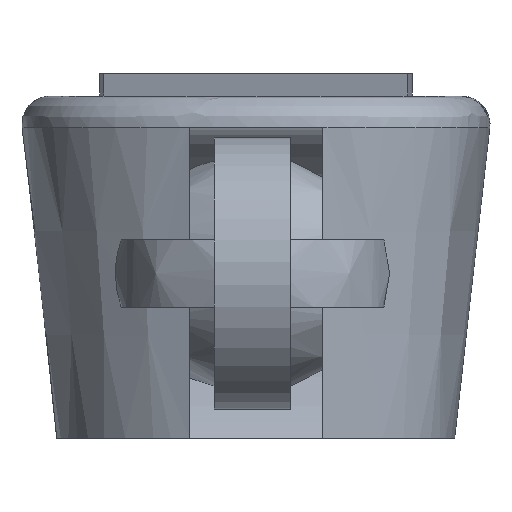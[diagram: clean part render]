
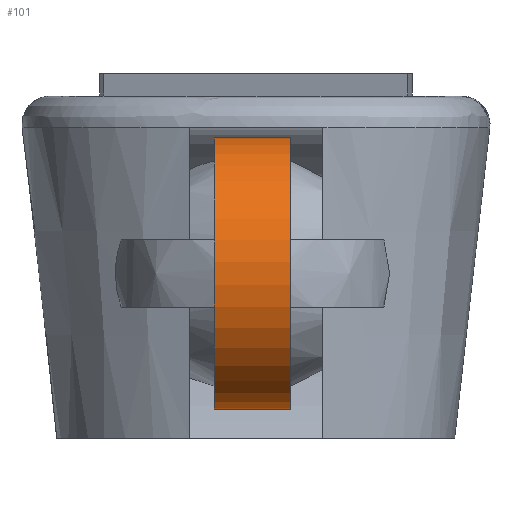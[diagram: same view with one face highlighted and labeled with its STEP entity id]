
A CAD part, left-side view. The second image highlights one B-rep face of the part: STEP entity #101.
In plain terms, the highlighted cylindrical face has radius 3.581 mm (diameter 7.162 mm), a partial arc.
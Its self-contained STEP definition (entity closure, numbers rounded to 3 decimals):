
#12=CYLINDRICAL_SURFACE('',#1708,3.581);
#101=ADVANCED_FACE('',(#206),#12,.T.);
#206=FACE_OUTER_BOUND('',#324,.T.);
#324=EDGE_LOOP('',(#658,#659,#660,#661,#662,#663,#664));
#658=ORIENTED_EDGE('',*,*,#992,.T.);
#659=ORIENTED_EDGE('',*,*,#1023,.T.);
#660=ORIENTED_EDGE('',*,*,#1003,.T.);
#661=ORIENTED_EDGE('',*,*,#993,.T.);
#662=ORIENTED_EDGE('',*,*,#1012,.F.);
#663=ORIENTED_EDGE('',*,*,#1032,.F.);
#664=ORIENTED_EDGE('',*,*,#991,.F.);
#991=EDGE_CURVE('',#1436,#1437,#1268,.T.);
#992=EDGE_CURVE('',#1436,#1455,#1089,.T.);
#993=EDGE_CURVE('',#1438,#1439,#1136,.T.);
#1003=EDGE_CURVE('',#1443,#1438,#1090,.T.);
#1012=EDGE_CURVE('',#1449,#1439,#1091,.T.);
#1023=EDGE_CURVE('',#1455,#1443,#1092,.T.);
#1032=EDGE_CURVE('',#1437,#1449,#1093,.T.);
#1089=TRIMMED_CURVE($,#1105,(#5077),(#5078),.T.,.CARTESIAN.);
#1090=TRIMMED_CURVE($,#1106,(#5222),(#5223),.T.,.CARTESIAN.);
#1091=TRIMMED_CURVE($,#1107,(#5252),(#5253),.T.,.CARTESIAN.);
#1092=TRIMMED_CURVE($,#1108,(#5282),(#5283),.T.,.CARTESIAN.);
#1093=TRIMMED_CURVE($,#1109,(#5344),(#5345),.T.,.CARTESIAN.);
#1105=CIRCLE('',#1733,3.581);
#1106=CIRCLE('',#1734,3.581);
#1107=CIRCLE('',#1735,3.581);
#1108=CIRCLE('',#1736,3.581);
#1109=CIRCLE('',#1737,3.581);
#1136=(
BOUNDED_CURVE()
B_SPLINE_CURVE(1,(#5079,#5080),.UNSPECIFIED.,.F.,.F.)
B_SPLINE_CURVE_WITH_KNOTS((2,2),(0.,2.),.UNSPECIFIED.)
CURVE()
GEOMETRIC_REPRESENTATION_ITEM()
RATIONAL_B_SPLINE_CURVE((1.,1.))
REPRESENTATION_ITEM('')
);
#1268=B_SPLINE_CURVE_WITH_KNOTS('',1,(#5074,#5075),.UNSPECIFIED.,.F.,.F.,
(2,2),(0.,2.),.UNSPECIFIED.);
#1436=VERTEX_POINT('',#4347);
#1437=VERTEX_POINT('',#4348);
#1438=VERTEX_POINT('',#4349);
#1439=VERTEX_POINT('',#4350);
#1443=VERTEX_POINT('',#4354);
#1449=VERTEX_POINT('',#4360);
#1455=VERTEX_POINT('',#4366);
#1708=AXIS2_PLACEMENT_3D('',#3957,#1790,$);
#1733=AXIS2_PLACEMENT_3D($,#5076,#1819,#1820);
#1734=AXIS2_PLACEMENT_3D($,#5221,#1821,#1822);
#1735=AXIS2_PLACEMENT_3D($,#5251,#1823,#1824);
#1736=AXIS2_PLACEMENT_3D($,#5281,#1825,#1826);
#1737=AXIS2_PLACEMENT_3D($,#5343,#1827,#1828);
#1790=DIRECTION('',(0.,-1.,0.));
#1819=DIRECTION('',(0.,-1.,0.));
#1820=DIRECTION('',(0.,0.,1.));
#1821=DIRECTION('',(0.,-1.,0.));
#1822=DIRECTION('',(-0.969,0.,-0.246));
#1823=DIRECTION('',(0.,-1.,0.));
#1824=DIRECTION('',(-0.969,0.,-0.246));
#1825=DIRECTION('',(0.,-1.,0.));
#1826=DIRECTION('',(-0.969,0.,0.246));
#1827=DIRECTION('',(0.,-1.,0.));
#1828=DIRECTION('',(0.,0.,1.));
#3957=CARTESIAN_POINT('',(-114.419,114.09,4.331));
#4347=CARTESIAN_POINT('',(-114.419,115.09,7.912));
#4348=CARTESIAN_POINT('',(-114.419,113.09,7.912));
#4349=CARTESIAN_POINT('',(-114.419,115.09,0.75));
#4350=CARTESIAN_POINT('',(-114.419,113.09,0.75));
#4354=CARTESIAN_POINT('',(-117.89,115.09,3.449));
#4360=CARTESIAN_POINT('',(-117.89,113.09,3.449));
#4366=CARTESIAN_POINT('',(-117.89,115.09,5.213));
#5074=CARTESIAN_POINT('',(-114.419,115.09,7.912));
#5075=CARTESIAN_POINT('',(-114.419,113.09,7.912));
#5076=CARTESIAN_POINT('',(-114.419,115.09,4.331));
#5077=CARTESIAN_POINT('',(-114.419,115.09,7.912));
#5078=CARTESIAN_POINT('',(-117.89,115.09,5.213));
#5079=CARTESIAN_POINT('',(-114.419,115.09,0.75));
#5080=CARTESIAN_POINT('',(-114.419,113.09,0.75));
#5221=CARTESIAN_POINT('',(-114.419,115.09,4.331));
#5222=CARTESIAN_POINT('',(-117.89,115.09,3.449));
#5223=CARTESIAN_POINT('',(-114.419,115.09,0.75));
#5251=CARTESIAN_POINT('',(-114.419,113.09,4.331));
#5252=CARTESIAN_POINT('',(-117.89,113.09,3.449));
#5253=CARTESIAN_POINT('',(-114.419,113.09,0.75));
#5281=CARTESIAN_POINT('',(-114.419,115.09,4.331));
#5282=CARTESIAN_POINT('',(-117.89,115.09,5.213));
#5283=CARTESIAN_POINT('',(-117.89,115.09,3.449));
#5343=CARTESIAN_POINT('',(-114.419,113.09,4.331));
#5344=CARTESIAN_POINT('',(-114.419,113.09,7.912));
#5345=CARTESIAN_POINT('',(-117.89,113.09,3.449));
